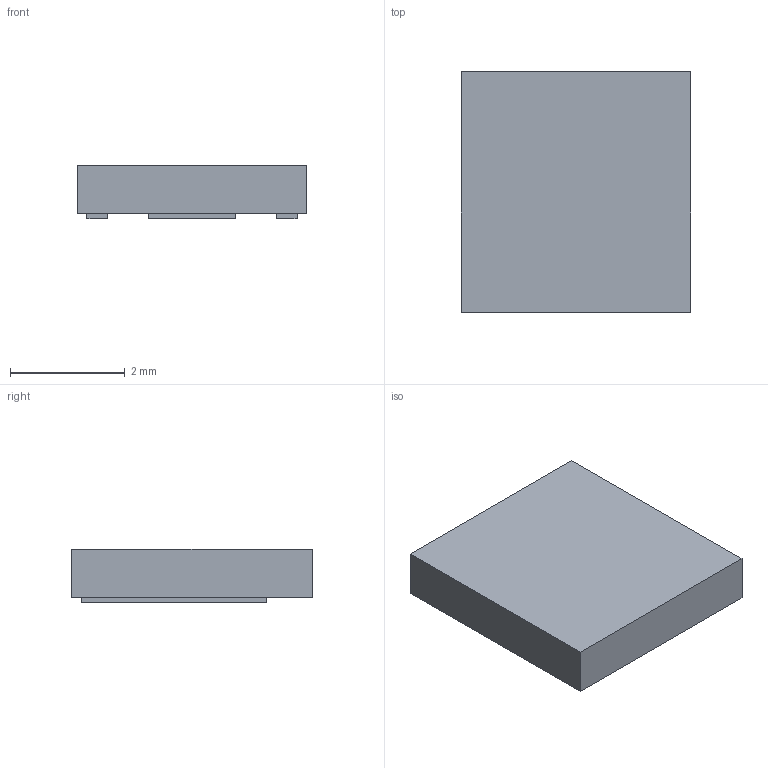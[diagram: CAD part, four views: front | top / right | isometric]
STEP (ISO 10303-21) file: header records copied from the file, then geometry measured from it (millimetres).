
FILE_DESCRIPTION (( 'STEP AP203' ), '1' );
FILE_NAME ('whiteLED3d.STEP', '2022-08-01T20:10:42', ( '' ), ( '' ), 'SwSTEP 2.0', 'SolidWorks 2021', '' );
FILE_SCHEMA (( 'CONFIG_CONTROL_DESIGN' ));
Length unit declared in the file: millimetre
Products named in the file (4): Body.stp; Pins.stp; whiteLED3d; LMZ7-QW40.stp
Assembly tree (3 placements, depth 3):
  whiteLED3d
    LMZ7-QW40.stp
      Body.stp
      Pins.stp
Bounding box: 4 x 4.2 x 0.94 mm (x, y, z)
Volume: 14.8 mm3; surface area: 63.3 mm2
Topology: 4 solids, 4 shells, 24 faces, 48 edges, 32 vertices
Faces by surface type: plane 24
Entity records: 1026 total; most frequent: CARTESIAN_POINT 111, DIRECTION 110, ORIENTED_EDGE 96, EDGE_CURVE 48, VECTOR 48, LINE 48, PERSON_AND_ORGANIZATION 35, VERTEX_POINT 32
